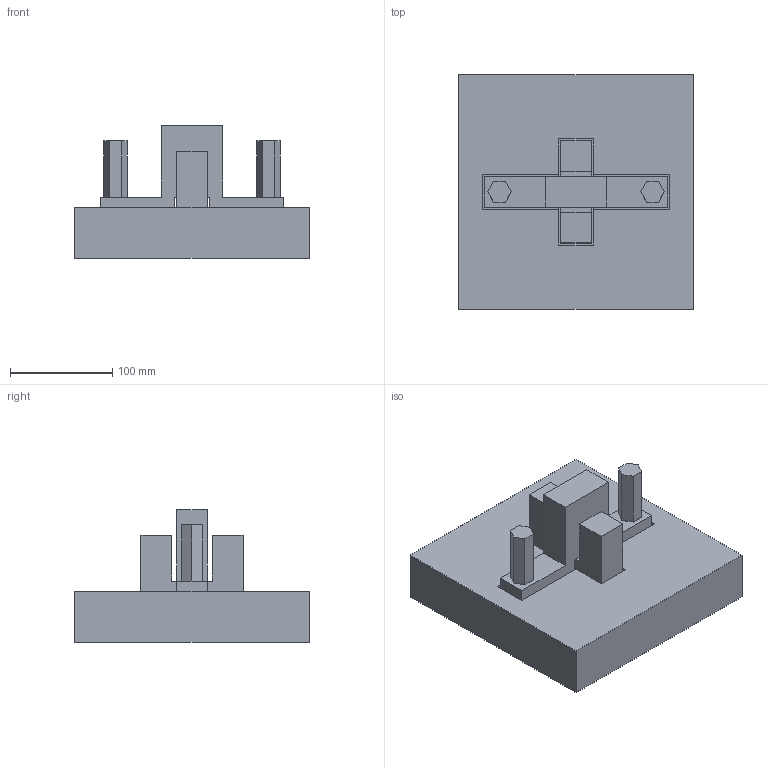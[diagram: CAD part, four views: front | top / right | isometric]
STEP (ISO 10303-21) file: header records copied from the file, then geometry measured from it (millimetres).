
FILE_DESCRIPTION(/* description */ (''),/* implementation_level */ '2;1');
FILE_NAME(/* name */ 'Board 2.step',/* time_stamp */ '2023-11-17T17:42:17-08:00',/* author */ (''),/* organization */ (''),/* preprocessor_version */ 'ST-DEVELOPER v20',/* originating_system */ 'Autodesk Translation Framework v12.14.0.127',/* authorisation */ '');
FILE_SCHEMA (('AUTOMOTIVE_DESIGN { 1 0 10303 214 3 1 1 }'));
Length unit declared in the file: millimetre
Products named in the file (1): Teaser Board 4
Bounding box: 230 x 230 x 130 mm (x, y, z)
Volume: 2915771.8 mm3; surface area: 254565.8 mm2
Topology: 5 solids, 5 shells, 69 faces, 162 edges, 108 vertices
Faces by surface type: plane 63, cylinder 6
Full cylindrical faces by diameter (mm): 15 x2, 19 x4
Entity records: 2020 total; most frequent: CARTESIAN_POINT 340, ORIENTED_EDGE 324, DIRECTION 314, EDGE_CURVE 162, LINE 150, VECTOR 150, VERTEX_POINT 108, AXIS2_PLACEMENT_3D 82
